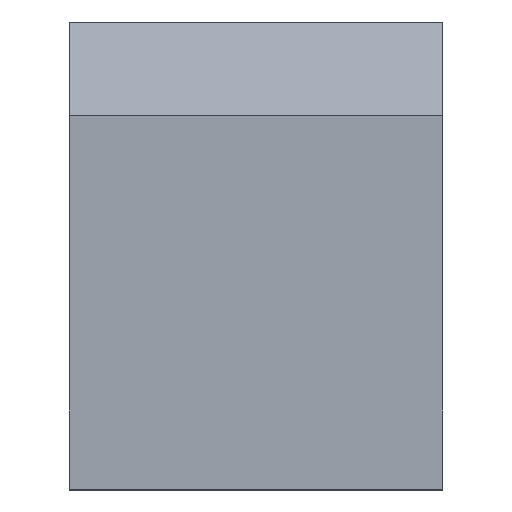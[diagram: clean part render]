
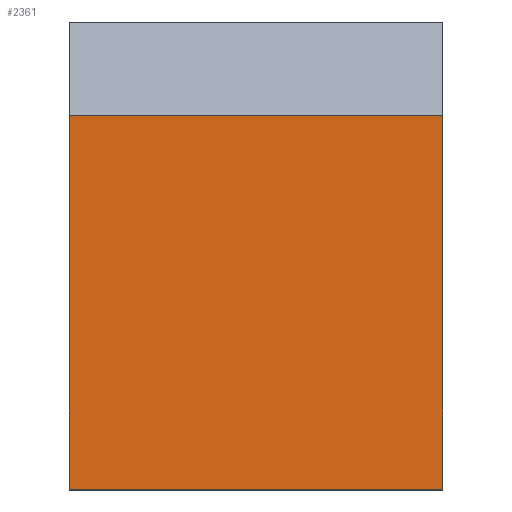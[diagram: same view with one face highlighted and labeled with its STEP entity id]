
A CAD part, top view. The second image highlights one B-rep face of the part: STEP entity #2361.
In plain terms, the highlighted planar face has unit normal (0, 0, 1).
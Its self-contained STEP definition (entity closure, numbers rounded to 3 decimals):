
#66 = CARTESIAN_POINT ( 'NONE',  ( -288.296, -24.882, -182.858 ) ) ;
#384 = VECTOR ( 'NONE', #4186, 1000. ) ;
#848 = VERTEX_POINT ( 'NONE', #66 ) ;
#1095 = AXIS2_PLACEMENT_3D ( 'NONE', #2373, #1491, #1459 ) ;
#1459 = DIRECTION ( 'NONE',  ( -1., 0., 0. ) ) ;
#1491 = DIRECTION ( 'NONE',  ( 0., 0., -1. ) ) ;
#1503 = VECTOR ( 'NONE', #5770, 1000. ) ;
#1594 = VERTEX_POINT ( 'NONE', #4048 ) ;
#1690 = ORIENTED_EDGE ( 'NONE', *, *, #4761, .T. ) ;
#1811 = VECTOR ( 'NONE', #3521, 1000. ) ;
#1876 = ORIENTED_EDGE ( 'NONE', *, *, #4382, .F. ) ;
#2205 = CARTESIAN_POINT ( 'NONE',  ( -288.296, -64.882, -182.858 ) ) ;
#2361 = ADVANCED_FACE ( 'NONE', ( #3836 ), #5767, .F. ) ;
#2373 = CARTESIAN_POINT ( 'NONE',  ( -248.296, -64.882, -182.858 ) ) ;
#2671 = DIRECTION ( 'NONE',  ( 0., -1., 0. ) ) ;
#2930 = EDGE_CURVE ( 'NONE', #3849, #5007, #4581, .T. ) ;
#3086 = EDGE_CURVE ( 'NONE', #848, #1594, #5041, .T. ) ;
#3091 = VECTOR ( 'NONE', #2671, 1000. ) ;
#3521 = DIRECTION ( 'NONE',  ( -1., 0., 0. ) ) ;
#3612 = CARTESIAN_POINT ( 'NONE',  ( -248.296, -64.882, -182.858 ) ) ;
#3836 = FACE_OUTER_BOUND ( 'NONE', #5596, .T. ) ;
#3849 = VERTEX_POINT ( 'NONE', #5868 ) ;
#4048 = CARTESIAN_POINT ( 'NONE',  ( -288.296, -64.882, -182.858 ) ) ;
#4186 = DIRECTION ( 'NONE',  ( 0., -1., 0. ) ) ;
#4303 = LINE ( 'NONE', #6214, #1503 ) ;
#4382 = EDGE_CURVE ( 'NONE', #5007, #1594, #4303, .T. ) ;
#4581 = LINE ( 'NONE', #3612, #3091 ) ;
#4607 = LINE ( 'NONE', #4977, #1811 ) ;
#4761 = EDGE_CURVE ( 'NONE', #3849, #848, #4607, .T. ) ;
#4795 = CARTESIAN_POINT ( 'NONE',  ( -248.296, -64.882, -182.858 ) ) ;
#4977 = CARTESIAN_POINT ( 'NONE',  ( -248.296, -24.882, -182.858 ) ) ;
#5007 = VERTEX_POINT ( 'NONE', #4795 ) ;
#5041 = LINE ( 'NONE', #2205, #384 ) ;
#5074 = ORIENTED_EDGE ( 'NONE', *, *, #2930, .F. ) ;
#5596 = EDGE_LOOP ( 'NONE', ( #5852, #1876, #5074, #1690 ) ) ;
#5767 = PLANE ( 'NONE',  #1095 ) ;
#5770 = DIRECTION ( 'NONE',  ( -1., 0., 0. ) ) ;
#5852 = ORIENTED_EDGE ( 'NONE', *, *, #3086, .T. ) ;
#5868 = CARTESIAN_POINT ( 'NONE',  ( -248.296, -24.882, -182.858 ) ) ;
#6214 = CARTESIAN_POINT ( 'NONE',  ( -248.296, -64.882, -182.858 ) ) ;
